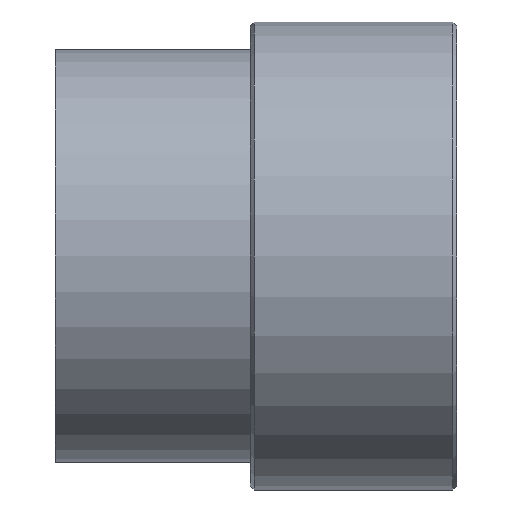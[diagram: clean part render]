
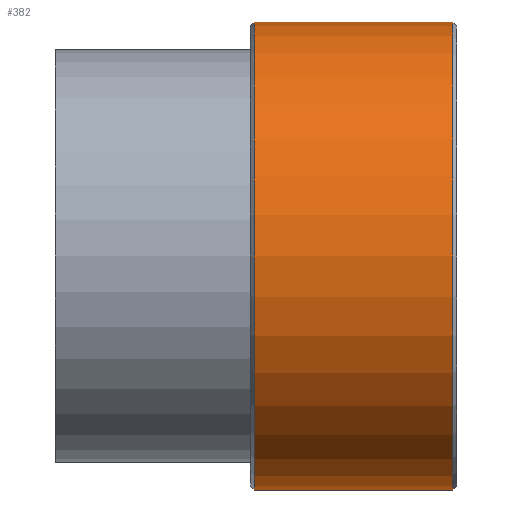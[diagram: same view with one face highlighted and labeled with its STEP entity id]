
A CAD part, front view. The second image highlights one B-rep face of the part: STEP entity #382.
In plain terms, the highlighted cylindrical face has radius 15.24 mm (diameter 30.48 mm), a partial arc.
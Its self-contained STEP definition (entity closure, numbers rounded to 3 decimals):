
#28 = VECTOR ( 'NONE', #490, 1000. ) ;
#45 = CARTESIAN_POINT ( 'NONE',  ( 12.954, 15.24, 30.48 ) ) ;
#64 = VERTEX_POINT ( 'NONE', #45 ) ;
#71 = CIRCLE ( 'NONE', #99, 15.24 ) ;
#83 = VERTEX_POINT ( 'NONE', #606 ) ;
#90 = EDGE_CURVE ( 'NONE', #64, #287, #355, .T. ) ;
#99 = AXIS2_PLACEMENT_3D ( 'NONE', #407, #176, #614 ) ;
#115 = ORIENTED_EDGE ( 'NONE', *, *, #383, .T. ) ;
#137 = FACE_OUTER_BOUND ( 'NONE', #218, .T. ) ;
#143 = ORIENTED_EDGE ( 'NONE', *, *, #90, .T. ) ;
#156 = ORIENTED_EDGE ( 'NONE', *, *, #235, .T. ) ;
#176 = DIRECTION ( 'NONE',  ( -1., 0., 0. ) ) ;
#178 = EDGE_CURVE ( 'NONE', #64, #83, #338, .T. ) ;
#218 = EDGE_LOOP ( 'NONE', ( #517, #143, #156, #115 ) ) ;
#228 = CYLINDRICAL_SURFACE ( 'NONE', #441, 15.24 ) ;
#233 = DIRECTION ( 'NONE',  ( 1., 0., 0. ) ) ;
#235 = EDGE_CURVE ( 'NONE', #287, #405, #401, .T. ) ;
#287 = VERTEX_POINT ( 'NONE', #539 ) ;
#303 = CARTESIAN_POINT ( 'NONE',  ( 26.162, 15.24, 30.48 ) ) ;
#318 = AXIS2_PLACEMENT_3D ( 'NONE', #363, #554, #334 ) ;
#334 = DIRECTION ( 'NONE',  ( 0., 0., 1. ) ) ;
#338 = LINE ( 'NONE', #303, #482 ) ;
#355 = CIRCLE ( 'NONE', #318, 15.24 ) ;
#363 = CARTESIAN_POINT ( 'NONE',  ( 12.954, 15.24, 15.24 ) ) ;
#382 = ADVANCED_FACE ( 'NONE', ( #137 ), #228, .T. ) ;
#383 = EDGE_CURVE ( 'NONE', #405, #83, #71, .T. ) ;
#401 = LINE ( 'NONE', #598, #28 ) ;
#405 = VERTEX_POINT ( 'NONE', #557 ) ;
#407 = CARTESIAN_POINT ( 'NONE',  ( 25.908, 15.24, 15.24 ) ) ;
#441 = AXIS2_PLACEMENT_3D ( 'NONE', #611, #233, #567 ) ;
#482 = VECTOR ( 'NONE', #524, 1000. ) ;
#490 = DIRECTION ( 'NONE',  ( 1., 0., 0. ) ) ;
#517 = ORIENTED_EDGE ( 'NONE', *, *, #178, .F. ) ;
#524 = DIRECTION ( 'NONE',  ( 1., 0., 0. ) ) ;
#539 = CARTESIAN_POINT ( 'NONE',  ( 12.954, 15.24, 0. ) ) ;
#554 = DIRECTION ( 'NONE',  ( 1., 0., 0. ) ) ;
#557 = CARTESIAN_POINT ( 'NONE',  ( 25.908, 15.24, 0. ) ) ;
#567 = DIRECTION ( 'NONE',  ( 0., 0., -1. ) ) ;
#598 = CARTESIAN_POINT ( 'NONE',  ( 26.162, 15.24, 0. ) ) ;
#606 = CARTESIAN_POINT ( 'NONE',  ( 25.908, 15.24, 30.48 ) ) ;
#611 = CARTESIAN_POINT ( 'NONE',  ( 26.162, 15.24, 15.24 ) ) ;
#614 = DIRECTION ( 'NONE',  ( 0., 0., -1. ) ) ;
